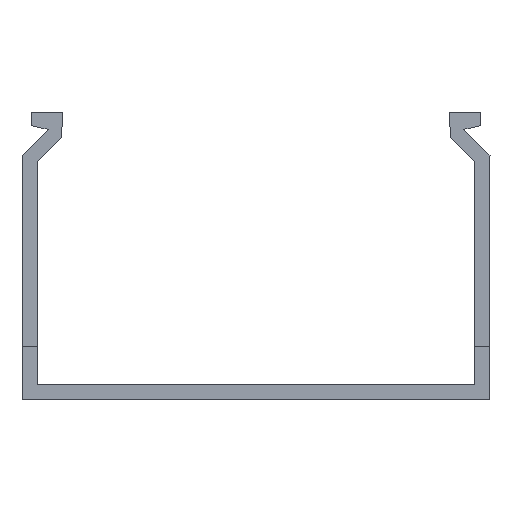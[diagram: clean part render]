
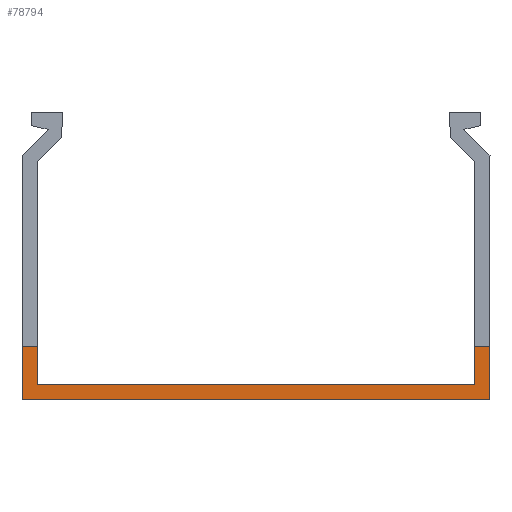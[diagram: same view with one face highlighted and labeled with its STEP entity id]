
A CAD part, front view. The second image highlights one B-rep face of the part: STEP entity #78794.
In plain terms, the highlighted planar face has unit normal (0, -1, 0).
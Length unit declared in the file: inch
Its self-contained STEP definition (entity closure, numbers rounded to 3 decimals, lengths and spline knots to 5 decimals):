
#1391 = CARTESIAN_POINT ( 'NONE',  ( 1.52003, 0., 0.36964 ) ) ;
#2467 = CARTESIAN_POINT ( 'NONE',  ( 1.56078, 0., 0.105 ) ) ;
#3168 = CARTESIAN_POINT ( 'NONE',  ( -1.62503, 0., 0.36963 ) ) ;
#4539 = VECTOR ( 'NONE', #29681, 39.37008 ) ;
#5399 = EDGE_CURVE ( 'NONE', #22188, #60953, #22480, .T. ) ;
#5891 = DIRECTION ( 'NONE',  ( 1., 0., 0. ) ) ;
#7092 = CARTESIAN_POINT ( 'NONE',  ( 1.62503, 0., 0.36963 ) ) ;
#8633 = CARTESIAN_POINT ( 'NONE',  ( 1.625, 0., 0. ) ) ;
#9782 = VECTOR ( 'NONE', #97145, 39.37008 ) ;
#10650 = VERTEX_POINT ( 'NONE', #84066 ) ;
#10963 = DIRECTION ( 'NONE',  ( 1., 0., 0. ) ) ;
#11748 = ORIENTED_EDGE ( 'NONE', *, *, #16716, .F. ) ;
#13792 = CARTESIAN_POINT ( 'NONE',  ( -1.625, 0., 0. ) ) ;
#15141 = DIRECTION ( 'NONE',  ( 0., 0., 1. ) ) ;
#16716 = EDGE_CURVE ( 'NONE', #90641, #10650, #54360, .T. ) ;
#17210 = VECTOR ( 'NONE', #46112, 39.37008 ) ;
#17829 = ORIENTED_EDGE ( 'NONE', *, *, #95246, .F. ) ;
#20064 = EDGE_CURVE ( 'NONE', #90641, #29886, #92285, .T. ) ;
#21418 = VECTOR ( 'NONE', #42058, 39.37008 ) ;
#22188 = VERTEX_POINT ( 'NONE', #55349 ) ;
#22480 = LINE ( 'NONE', #83547, #58950 ) ;
#25593 = ORIENTED_EDGE ( 'NONE', *, *, #54639, .F. ) ;
#26381 = CARTESIAN_POINT ( 'NONE',  ( 1.52003, 0., 0.36964 ) ) ;
#26514 = ORIENTED_EDGE ( 'NONE', *, *, #20064, .T. ) ;
#27205 = AXIS2_PLACEMENT_3D ( 'NONE', #2467, #80101, #33582 ) ;
#28157 = ORIENTED_EDGE ( 'NONE', *, *, #33705, .F. ) ;
#28634 = CARTESIAN_POINT ( 'NONE',  ( 1.52001, 0., 0.105 ) ) ;
#29681 = DIRECTION ( 'NONE',  ( 0., 0., -1. ) ) ;
#29886 = VERTEX_POINT ( 'NONE', #8633 ) ;
#33335 = ORIENTED_EDGE ( 'NONE', *, *, #69469, .F. ) ;
#33582 = DIRECTION ( 'NONE',  ( 0., 0., 1. ) ) ;
#33705 = EDGE_CURVE ( 'NONE', #83248, #43937, #42099, .T. ) ;
#36409 = ORIENTED_EDGE ( 'NONE', *, *, #5399, .F. ) ;
#37796 = VECTOR ( 'NONE', #37945, 39.37008 ) ;
#37919 = CARTESIAN_POINT ( 'NONE',  ( -1.52001, 0., 0.105 ) ) ;
#37945 = DIRECTION ( 'NONE',  ( 0., 0., 1. ) ) ;
#38526 = CARTESIAN_POINT ( 'NONE',  ( -1.625, 0., 0. ) ) ;
#42058 = DIRECTION ( 'NONE',  ( 1., 0., 0. ) ) ;
#42099 = LINE ( 'NONE', #26381, #21418 ) ;
#43142 = VERTEX_POINT ( 'NONE', #98146 ) ;
#43937 = VERTEX_POINT ( 'NONE', #7092 ) ;
#44826 = FACE_OUTER_BOUND ( 'NONE', #93635, .T. ) ;
#46112 = DIRECTION ( 'NONE',  ( 0., 0., -1. ) ) ;
#48948 = EDGE_CURVE ( 'NONE', #43937, #29886, #89474, .T. ) ;
#50662 = CARTESIAN_POINT ( 'NONE',  ( 1.56078, 0., 0. ) ) ;
#51914 = VECTOR ( 'NONE', #15141, 39.37008 ) ;
#54360 = LINE ( 'NONE', #38526, #51914 ) ;
#54639 = EDGE_CURVE ( 'NONE', #10650, #43142, #73924, .T. ) ;
#55349 = CARTESIAN_POINT ( 'NONE',  ( -1.52001, 0., 0.105 ) ) ;
#58950 = VECTOR ( 'NONE', #5891, 39.37008 ) ;
#60953 = VERTEX_POINT ( 'NONE', #28634 ) ;
#68405 = CARTESIAN_POINT ( 'NONE',  ( 1.625, 0., 0. ) ) ;
#69469 = EDGE_CURVE ( 'NONE', #60953, #83248, #97308, .T. ) ;
#71151 = ORIENTED_EDGE ( 'NONE', *, *, #48948, .F. ) ;
#71476 = VECTOR ( 'NONE', #10963, 39.37008 ) ;
#72316 = PLANE ( 'NONE',  #27205 ) ;
#73924 = LINE ( 'NONE', #3168, #71476 ) ;
#78794 = ADVANCED_FACE ( 'NONE', ( #44826 ), #72316, .F. ) ;
#80101 = DIRECTION ( 'NONE',  ( 0., 1., 0. ) ) ;
#81564 = LINE ( 'NONE', #37919, #17210 ) ;
#83248 = VERTEX_POINT ( 'NONE', #1391 ) ;
#83547 = CARTESIAN_POINT ( 'NONE',  ( -1.52001, 0., 0.105 ) ) ;
#84066 = CARTESIAN_POINT ( 'NONE',  ( -1.62503, 0., 0.36963 ) ) ;
#89474 = LINE ( 'NONE', #68405, #4539 ) ;
#90641 = VERTEX_POINT ( 'NONE', #13792 ) ;
#92240 = CARTESIAN_POINT ( 'NONE',  ( 1.52001, 0., 0.105 ) ) ;
#92285 = LINE ( 'NONE', #50662, #9782 ) ;
#93635 = EDGE_LOOP ( 'NONE', ( #25593, #11748, #26514, #71151, #28157, #33335, #36409, #17829 ) ) ;
#95246 = EDGE_CURVE ( 'NONE', #43142, #22188, #81564, .T. ) ;
#97145 = DIRECTION ( 'NONE',  ( 1., 0., 0. ) ) ;
#97308 = LINE ( 'NONE', #92240, #37796 ) ;
#98146 = CARTESIAN_POINT ( 'NONE',  ( -1.52003, 0., 0.36964 ) ) ;
